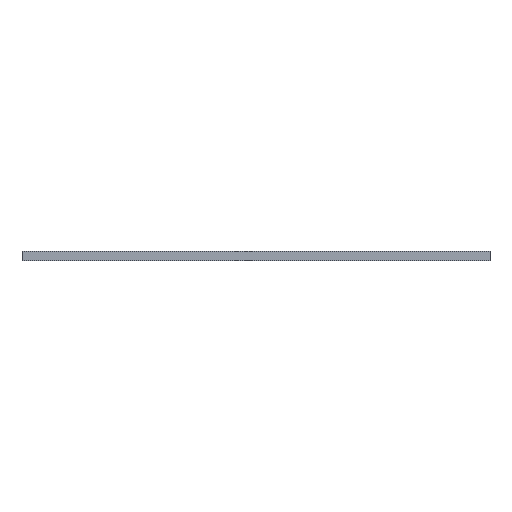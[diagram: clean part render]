
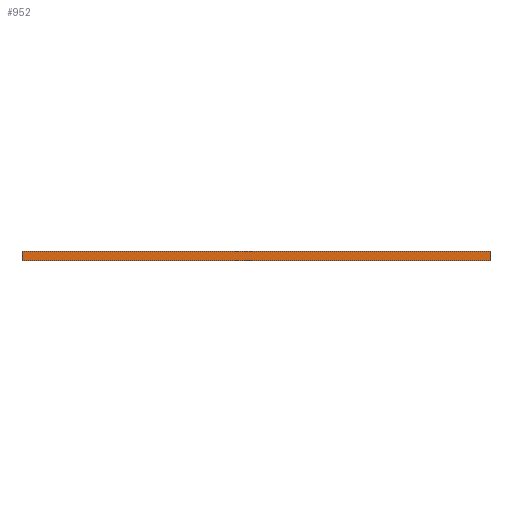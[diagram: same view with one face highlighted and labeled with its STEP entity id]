
A CAD part, left-side view. The second image highlights one B-rep face of the part: STEP entity #952.
In plain terms, the highlighted planar face has unit normal (-1, 0, 0).
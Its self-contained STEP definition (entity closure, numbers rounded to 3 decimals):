
#89=PLANE('',#1083);
#132=FACE_OUTER_BOUND('',#175,.T.);
#175=EDGE_LOOP('',(#780,#781,#782,#783));
#292=LINE('',#1600,#341);
#293=LINE('',#1602,#342);
#294=LINE('',#1604,#343);
#295=LINE('',#1605,#344);
#341=VECTOR('',#1352,10.);
#342=VECTOR('',#1353,10.);
#343=VECTOR('',#1354,10.);
#344=VECTOR('',#1355,10.);
#501=VERTEX_POINT('',#1598);
#502=VERTEX_POINT('',#1599);
#503=VERTEX_POINT('',#1601);
#504=VERTEX_POINT('',#1603);
#620=EDGE_CURVE('',#501,#502,#292,.T.);
#621=EDGE_CURVE('',#502,#503,#293,.T.);
#622=EDGE_CURVE('',#504,#503,#294,.T.);
#623=EDGE_CURVE('',#501,#504,#295,.T.);
#780=ORIENTED_EDGE('',*,*,#620,.T.);
#781=ORIENTED_EDGE('',*,*,#621,.T.);
#782=ORIENTED_EDGE('',*,*,#622,.F.);
#783=ORIENTED_EDGE('',*,*,#623,.F.);
#952=ADVANCED_FACE('',(#132),#89,.T.);
#1083=AXIS2_PLACEMENT_3D('',#1597,#1350,#1351);
#1350=DIRECTION('center_axis',(-1.,0.,0.));
#1351=DIRECTION('ref_axis',(0.,-1.,0.));
#1352=DIRECTION('',(0.,-1.,0.));
#1353=DIRECTION('',(0.,0.,1.));
#1354=DIRECTION('',(0.,-1.,0.));
#1355=DIRECTION('',(0.,0.,1.));
#1597=CARTESIAN_POINT('Origin',(-150.,150.,-12.));
#1598=CARTESIAN_POINT('',(-150.,150.,-12.));
#1599=CARTESIAN_POINT('',(-150.,-150.,-12.));
#1600=CARTESIAN_POINT('',(-150.,150.,-12.));
#1601=CARTESIAN_POINT('',(-150.,-150.,-6.));
#1602=CARTESIAN_POINT('',(-150.,-150.,-12.));
#1603=CARTESIAN_POINT('',(-150.,150.,-6.));
#1604=CARTESIAN_POINT('',(-150.,150.,-6.));
#1605=CARTESIAN_POINT('',(-150.,150.,-12.));
